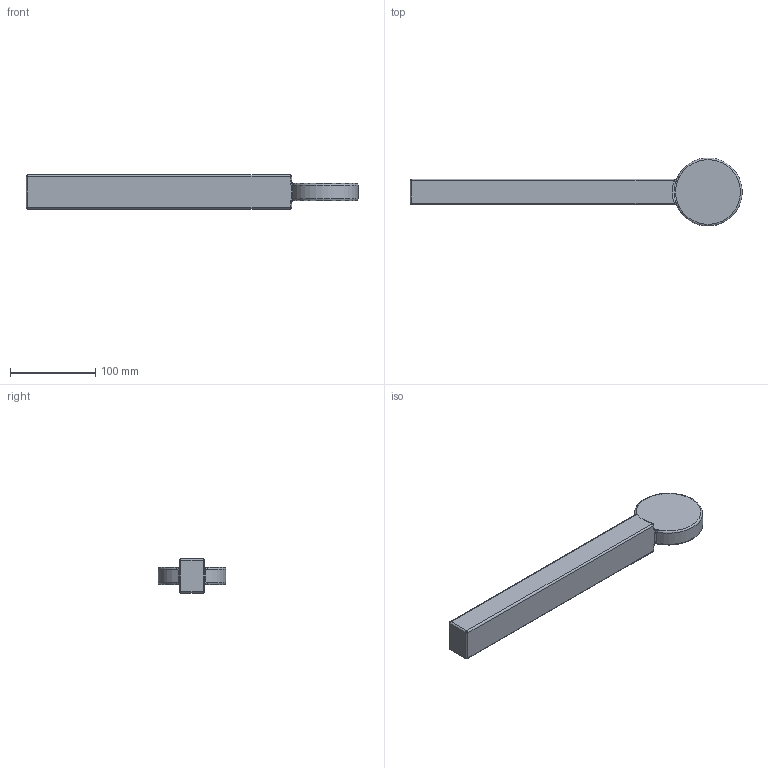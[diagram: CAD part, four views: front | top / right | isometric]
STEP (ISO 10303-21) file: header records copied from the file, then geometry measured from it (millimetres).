
FILE_DESCRIPTION(/* description */ (''),/* implementation_level */ '2;1');
FILE_NAME(/* name */ 'LL1.stp',/* time_stamp */ '2017-06-05T23:02:24+08:00',/* author */ ('qkx515'),/* organization */ (''),/* preprocessor_version */ 'ST-DEVELOPER v16.5',/* originating_system */ 'Autodesk Inventor 2017',/* authorisation */ '');
FILE_SCHEMA (('AUTOMOTIVE_DESIGN { 1 0 10303 214 3 1 1 }'));
Length unit declared in the file: millimetre
Products named in the file (1): 零件1
Bounding box: 389.85 x 79.81 x 40 mm (x, y, z)
Volume: 472061.3 mm3; surface area: 58209.6 mm2
Topology: 1 solids, 1 shells, 70 faces, 160 edges, 92 vertices
Faces by surface type: bspline 32, cylinder 17, sphere 8, plane 7, torus 6
Entity records: 4510 total; most frequent: CARTESIAN_POINT 3069, ORIENTED_EDGE 320, DIRECTION 258, EDGE_CURVE 160, AXIS2_PLACEMENT_3D 115, VERTEX_POINT 92, CIRCLE 76, FACE_OUTER_BOUND 70
